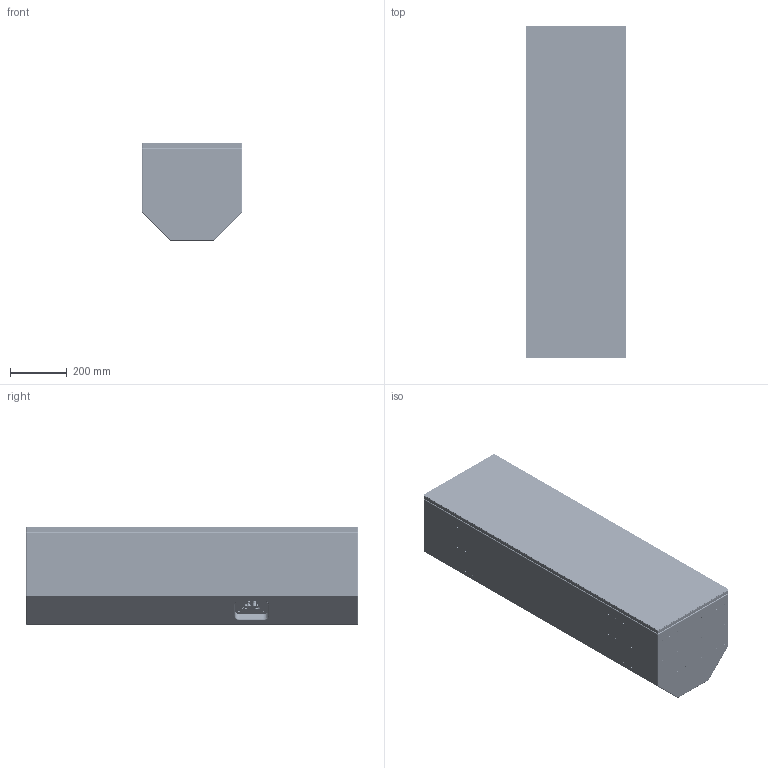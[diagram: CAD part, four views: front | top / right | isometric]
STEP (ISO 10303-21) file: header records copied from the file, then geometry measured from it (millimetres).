
FILE_DESCRIPTION (( 'STEP AP214' ), '1' );
FILE_NAME ('LCR_UTOPIA_CINEMA.STEP', '2025-04-17T14:45:11', ( '' ), ( '' ), 'SwSTEP 2.0', 'SolidWorks 2022', '' );
FILE_SCHEMA (( 'AUTOMOTIVE_DESIGN' ));
Length unit declared in the file: millimetre
Products named in the file (27): PLATINE_112^LCR(2)_LCR; CAD_ASM_1172^LCR(2)_LCR; HPFA1169_Défaut^LCR(2)_LCR; Ultimate_5_Pouce_2220420^PLATINE_112_LCR(2)_LCR; ENEV3004_Défaut^LCR(2)_LCR; Female, Banana Plug_Female, Banana Plug^CAD_ASM_1290_LCR(2)_LCR; CAD_17090^LCR(2)_LCR; CAD_ASM_1290^LCR(2)_LCR; HPGR3009_VERSION MAIN^PLATINE_112_LCR(2)_LCR; ELCT1019_IW_500_NEGATIVE_TERMINAL_PLUG_Défaut^CAD_ASM_1172_LCR(2)_LCR; CAD_11545^CAD_ASM_1290_LCR(2)_LCR; NEUTRIK_NL2MPXX^CAD_ASM_1172_LCR(2)_LCR; CAD_11535^LCR(2)_LCR; ENEV3004.sldasm-Part-1__Défaut^ENEV3004_Défaut_LCR(2)_LCR; plate_bornier^CAD_ASM_1172_LCR(2)_LCR; Base_saladier_13p_SA33A-2PEND_Défaut^HPFA1169_Défaut_LCR(2)_LCR; CAD_16440^LCR(2)_LCR; LCR(2)^LCR; ELCT1018_IW_500_POSITIVE_TERMINAL_PLUG_Défaut^CAD_ASM_1172_LCR(2)_LCR; Cone_13pouces-updt_202110420_Défaut^HPFA1169_Défaut_LCR(2)_LCR; UTOPIA TWEETER v11^PLATINE_112_LCR(2)_LCR; HPCN1015_Défaut^HPFA1169_Défaut_LCR(2)_LCR; flat head screw_am_B18.6.7M - M2.5 x 0.45 x 10 Type I Cross Recessed FHMS --10N^CAD_ASM_1172_LCR(2)_LCR; Base_HPSU1045_Défaut^HPFA1169_Défaut_LCR(2)_LCR; Platine_Main_112_support^PLATINE_112_LCR(2)_LCR; CAD_11406^LCR(2)_LCR; LCR_UTOPIA_CINEMA
Assembly tree (52 placements, depth 4):
  LCR_UTOPIA_CINEMA
    LCR(2)^LCR
      HPFA1169_Défaut^LCR(2)_LCR
        Base_saladier_13p_SA33A-2PEND_Défaut^HPFA1169_Défaut_LCR(2)_LCR
        Base_HPSU1045_Défaut^HPFA1169_Défaut_LCR(2)_LCR
        Cone_13pouces-updt_202110420_Défaut^HPFA1169_Défaut_LCR(2)_LCR
        HPCN1015_Défaut^HPFA1169_Défaut_LCR(2)_LCR
      PLATINE_112^LCR(2)_LCR
        Platine_Main_112_support^PLATINE_112_LCR(2)_LCR
        Ultimate_5_Pouce_2220420^PLATINE_112_LCR(2)_LCR
        UTOPIA TWEETER v11^PLATINE_112_LCR(2)_LCR
        HPGR3009_VERSION MAIN^PLATINE_112_LCR(2)_LCR
      ENEV3004_Défaut^LCR(2)_LCR
        ENEV3004.sldasm-Part-1__Défaut^ENEV3004_Défaut_LCR(2)_LCR
      CAD_ASM_1290^LCR(2)_LCR
        CAD_11545^CAD_ASM_1290_LCR(2)_LCR
        Female, Banana Plug_Female, Banana Plug^CAD_ASM_1290_LCR(2)_LCR  x15
      CAD_ASM_1172^LCR(2)_LCR  x2
        plate_bornier^CAD_ASM_1172_LCR(2)_LCR
        ELCT1018_IW_500_POSITIVE_TERMINAL_PLUG_Défaut^CAD_ASM_1172_LCR(2)_LCR
        ELCT1019_IW_500_NEGATIVE_TERMINAL_PLUG_Défaut^CAD_ASM_1172_LCR(2)_LCR
        flat head screw_am_B18.6.7M - M2.5 x 0.45 x 10 Type I Cross Recessed FHMS --10N^CAD_ASM_1172_LCR(2)_LCR
        NEUTRIK_NL2MPXX^CAD_ASM_1172_LCR(2)_LCR
      CAD_11535^LCR(2)_LCR
      CAD_11406^LCR(2)_LCR
      CAD_16440^LCR(2)_LCR  x8
      CAD_17090^LCR(2)_LCR
Bounding box: 352 x 1165 x 342 mm (x, y, z)
Volume: 33711034.8 mm3; surface area: 4792757.4 mm2
Topology: 93 solids, 107 shells, 9883 faces, 25351 edges, 15821 vertices
Faces by surface type: plane 3181, cylinder 2843, bspline 2023, cone 764, torus 618, sphere 454
Entity records: 260351 total; most frequent: CARTESIAN_POINT 150283, ORIENTED_EDGE 25053, DIRECTION 17585, EDGE_CURVE 12546, VERTEX_POINT 8003, AXIS2_PLACEMENT_3D 7157, B_SPLINE_CURVE_WITH_KNOTS 5685, EDGE_LOOP 5579
